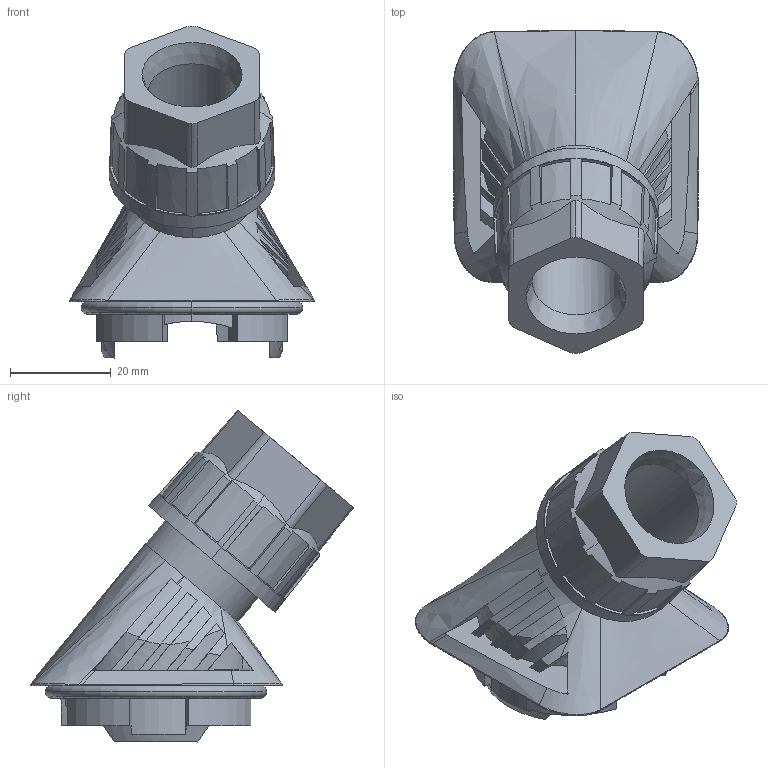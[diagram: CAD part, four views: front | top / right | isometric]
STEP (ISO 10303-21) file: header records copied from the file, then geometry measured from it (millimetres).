
FILE_DESCRIPTION(('HOOPS Exchange Step'),'2;1');
FILE_NAME('export-DB0630D7-9AFE-4967-9961-533FBB010330.stp','2022-09-27T10:23:32+02:00',('Engineering'),('Alibre'),'HOOPS Exchange 2021.0','Alibre','Unknown authorisation');
FILE_SCHEMA( ('AP242_MANAGED_MODEL_BASED_3D_ENGINEERING_MIM_LF {1 0 10303 442 1 1 4 }') );
Length unit declared in the file: millimetre
Products named in the file (2): 6059-1 Cable gland - HC-B-G-M25-PLRBK - 1407670; 6059 Cable gland - HC-B-G-M25-PLRBK - 1407670
Assembly tree (1 placements, depth 2):
  6059 Cable gland - HC-B-G-M25-PLRBK - 1407670
    6059-1 Cable gland - HC-B-G-M25-PLRBK - 1407670
Bounding box: 48.7 x 64.34 x 65.99 mm (x, y, z)
Volume: 27870 mm3; surface area: 15630.8 mm2
Topology: 1 solids, 1 shells, 211 faces, 601 edges, 394 vertices
Faces by surface type: plane 105, bspline 40, cylinder 38, cone 22, torus 6
Entity records: 16557 total; most frequent: CARTESIAN_POINT 11608, ORIENTED_EDGE 1202, DIRECTION 856, EDGE_CURVE 601, VERTEX_POINT 394, AXIS2_PLACEMENT_3D 338, EDGE_LOOP 215, FACE_BOUND 215
